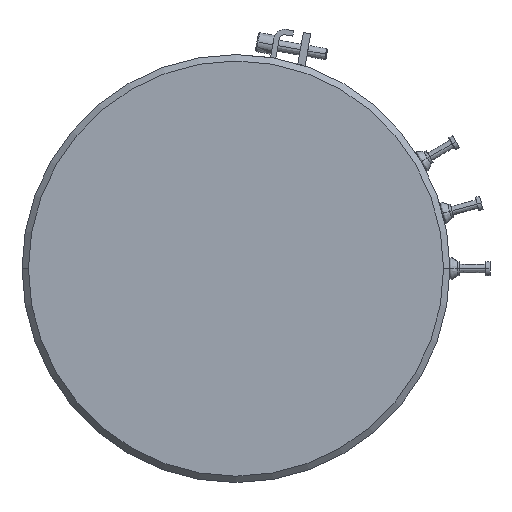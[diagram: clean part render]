
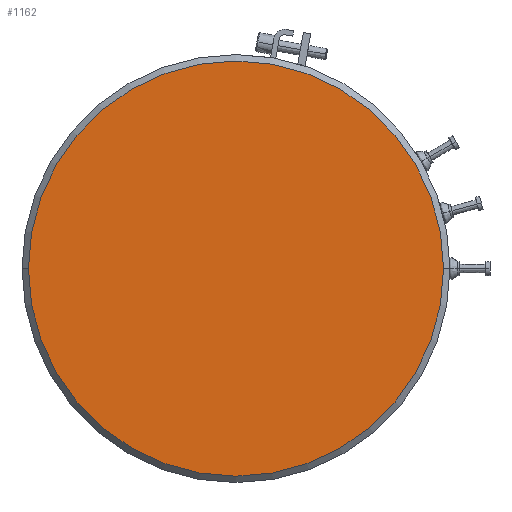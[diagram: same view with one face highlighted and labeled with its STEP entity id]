
A CAD part, left-side view. The second image highlights one B-rep face of the part: STEP entity #1162.
In plain terms, the highlighted free-form (B-spline) face has degree [1, 1] with [2, 2] control points.
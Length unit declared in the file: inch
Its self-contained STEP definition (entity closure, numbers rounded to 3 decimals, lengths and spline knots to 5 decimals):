
#76=CARTESIAN_POINT('',(-0.663,0.,0.));
#77=DIRECTION('',(-1.,0.,0.));
#78=DIRECTION('',(0.,1.,0.));
#79=AXIS2_PLACEMENT_3D('',#76,#77,#78);
#106=CARTESIAN_POINT('',(-0.663,0.,0.));
#107=DIRECTION('',(1.,0.,0.));
#108=DIRECTION('',(0.,1.,0.));
#109=AXIS2_PLACEMENT_3D('',#106,#107,#108);
#894=CARTESIAN_POINT('',(-0.663,0.97,0.));
#895=CARTESIAN_POINT('',(-0.663,-0.97,0.));
#896=VERTEX_POINT('',#894);
#897=VERTEX_POINT('',#895);
#1152=CARTESIAN_POINT('',(-0.663,1.0088,1.00963));
#1153=CARTESIAN_POINT('',(-0.663,1.0088,-1.00963));
#1154=CARTESIAN_POINT('',(-0.663,-1.0088,1.00963));
#1155=CARTESIAN_POINT('',(-0.663,-1.0088,-1.00963));
#1156=B_SPLINE_SURFACE_WITH_KNOTS('',1,1,((#1152,#1153),(#1154,#1155)),
.UNSPECIFIED.,.F.,.F.,.F.,(2,2),(2,2),(-1.0088,1.0088),(-1.00963,
1.00963),.UNSPECIFIED.);
#1157=ORIENTED_EDGE('',*,*,#1142,.F.);
#1159=ORIENTED_EDGE('',*,*,#1158,.T.);
#1160=EDGE_LOOP('',(#1157,#1159));
#1161=FACE_OUTER_BOUND('',#1160,.F.);
#1162=ADVANCED_FACE('',(#1161),#1156,.F.);
#80=CIRCLE('',#79,0.97);
#110=CIRCLE('',#109,0.97);
#1142=EDGE_CURVE('',#896,#897,#80,.T.);
#1158=EDGE_CURVE('',#896,#897,#110,.T.);
